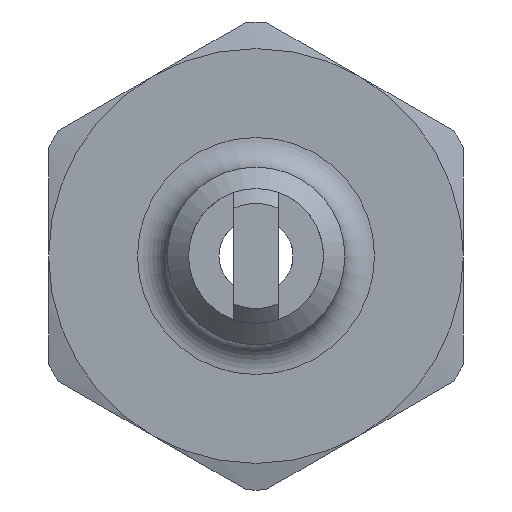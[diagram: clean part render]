
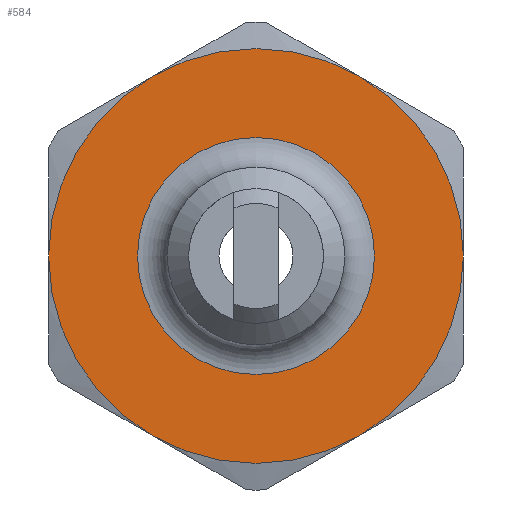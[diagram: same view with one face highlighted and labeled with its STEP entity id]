
A CAD part, left-side view. The second image highlights one B-rep face of the part: STEP entity #584.
In plain terms, the highlighted planar face has unit normal (-1, 0, 0).
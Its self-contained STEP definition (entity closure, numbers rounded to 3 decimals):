
#488=CARTESIAN_POINT('',(18.0,4.,0.));
#489=VERTEX_POINT('',#488);
#490=CARTESIAN_POINT('',(18.0,0.0,0.0));
#491=DIRECTION('',(-1.0,0.0,0.0));
#492=DIRECTION('',(0.0,-1.0,0.0));
#493=AXIS2_PLACEMENT_3D('',#490,#491,#492);
#494=CIRCLE('',#493,4.);
#495=EDGE_CURVE('',#489,#489,#494,.T.);
#520=CARTESIAN_POINT('',(18.0,5.,0.0));
#521=DIRECTION('',(-1.0,0.0,0.0));
#522=DIRECTION('',(0.0,0.0,1.0));
#523=AXIS2_PLACEMENT_3D('',#520,#521,#522);
#524=PLANE('',#523);
#525=CARTESIAN_POINT('',(18.0,7.,0.0));
#526=VERTEX_POINT('',#525);
#527=CARTESIAN_POINT('',(18.0,3.5,6.062));
#528=VERTEX_POINT('',#527);
#529=CARTESIAN_POINT('',(18.0,0.0,0.0));
#530=DIRECTION('',(1.0,0.0,0.0));
#531=DIRECTION('',(0.0,1.0,0.0));
#532=AXIS2_PLACEMENT_3D('',#529,#530,#531);
#533=CIRCLE('',#532,7.);
#534=EDGE_CURVE('',#526,#528,#533,.T.);
#535=ORIENTED_EDGE('',*,*,#534,.F.);
#536=CARTESIAN_POINT('',(18.0,3.5,-6.062));
#537=VERTEX_POINT('',#536);
#538=CARTESIAN_POINT('',(18.0,0.0,0.0));
#539=DIRECTION('',(1.0,0.0,0.0));
#540=DIRECTION('',(0.0,1.0,0.0));
#541=AXIS2_PLACEMENT_3D('',#538,#539,#540);
#542=CIRCLE('',#541,7.);
#543=EDGE_CURVE('',#537,#526,#542,.T.);
#544=ORIENTED_EDGE('',*,*,#543,.F.);
#545=CARTESIAN_POINT('',(18.0,-3.5,-6.062));
#546=VERTEX_POINT('',#545);
#547=CARTESIAN_POINT('',(18.0,0.0,0.0));
#548=DIRECTION('',(1.0,0.0,0.0));
#549=DIRECTION('',(0.0,1.0,0.0));
#550=AXIS2_PLACEMENT_3D('',#547,#548,#549);
#551=CIRCLE('',#550,7.);
#552=EDGE_CURVE('',#546,#537,#551,.T.);
#553=ORIENTED_EDGE('',*,*,#552,.F.);
#554=CARTESIAN_POINT('',(18.0,-7.,0.));
#555=VERTEX_POINT('',#554);
#556=CARTESIAN_POINT('',(18.0,0.0,0.0));
#557=DIRECTION('',(1.0,0.0,0.0));
#558=DIRECTION('',(0.0,1.0,0.0));
#559=AXIS2_PLACEMENT_3D('',#556,#557,#558);
#560=CIRCLE('',#559,7.);
#561=EDGE_CURVE('',#555,#546,#560,.T.);
#562=ORIENTED_EDGE('',*,*,#561,.F.);
#563=CARTESIAN_POINT('',(18.0,-3.5,6.062));
#564=VERTEX_POINT('',#563);
#565=CARTESIAN_POINT('',(18.0,0.0,0.0));
#566=DIRECTION('',(1.0,0.0,0.0));
#567=DIRECTION('',(0.0,1.0,0.0));
#568=AXIS2_PLACEMENT_3D('',#565,#566,#567);
#569=CIRCLE('',#568,7.);
#570=EDGE_CURVE('',#564,#555,#569,.T.);
#571=ORIENTED_EDGE('',*,*,#570,.F.);
#572=CARTESIAN_POINT('',(18.0,0.0,0.0));
#573=DIRECTION('',(1.0,0.0,0.0));
#574=DIRECTION('',(0.0,1.0,0.0));
#575=AXIS2_PLACEMENT_3D('',#572,#573,#574);
#576=CIRCLE('',#575,7.);
#577=EDGE_CURVE('',#528,#564,#576,.T.);
#578=ORIENTED_EDGE('',*,*,#577,.F.);
#579=EDGE_LOOP('',(#535,#544,#553,#562,#571,#578));
#580=FACE_OUTER_BOUND('',#579,.T.);
#581=ORIENTED_EDGE('',*,*,#495,.F.);
#582=EDGE_LOOP('',(#581));
#583=FACE_BOUND('',#582,.T.);
#584=ADVANCED_FACE('',(#580,#583),#524,.T.);
